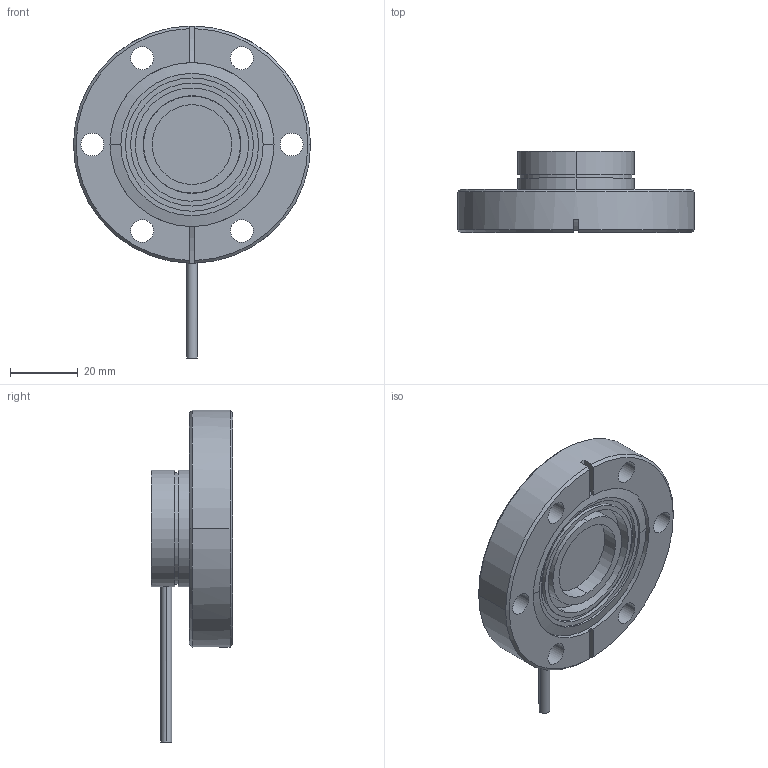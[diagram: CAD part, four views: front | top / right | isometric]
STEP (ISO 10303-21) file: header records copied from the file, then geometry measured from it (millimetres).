
FILE_DESCRIPTION (( 'STEP AP203' ), '1' );
FILE_NAME ('A7845-4-CF.STEP', '2012-10-26T19:14:38', ( '' ), ( '' ), 'SwSTEP 2.0', 'SolidWorks 2012', '' );
FILE_SCHEMA (( 'CONFIG_CONTROL_DESIGN' ));
Length unit declared in the file: inch
Products named in the file (1): A7845-4-CF
Bounding box: 69.85 x 23.92 x 97.79 mm (x, y, z)
Volume: 41633.1 mm3; surface area: 23833.8 mm2
Topology: 1 solids, 1 shells, 122 faces, 279 edges, 179 vertices
Faces by surface type: cylinder 75, plane 38, cone 7, torus 2
Entity records: 3715 total; most frequent: CARTESIAN_POINT 710, DIRECTION 684, ORIENTED_EDGE 558, AXIS2_PLACEMENT_3D 297, EDGE_CURVE 279, VERTEX_POINT 179, CIRCLE 174, EDGE_LOOP 156
